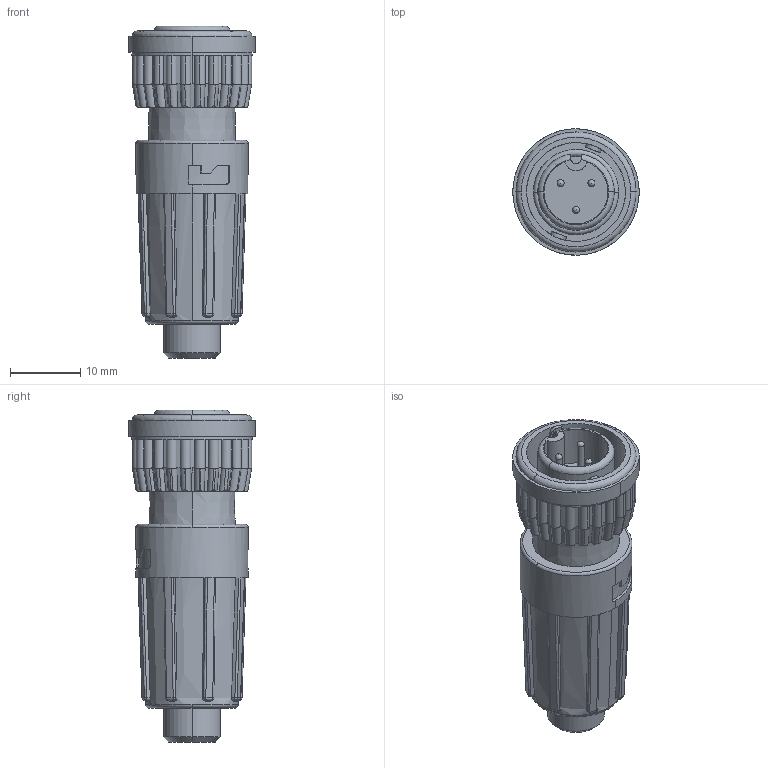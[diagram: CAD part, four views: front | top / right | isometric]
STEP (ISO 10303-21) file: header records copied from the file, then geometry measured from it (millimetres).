
FILE_DESCRIPTION (( 'STEP AP203' ), '1' );
FILE_NAME ('6282-3PG-522.STEP', '2015-11-12T22:24:07', ( '' ), ( '' ), 'SwSTEP 2.0', 'SolidWorks 2014', '' );
FILE_SCHEMA (( 'CONFIG_CONTROL_DESIGN' ));
Length unit declared in the file: inch
Products named in the file (1): 6282-3PG-522
Bounding box: 18.03 x 18.03 x 47.4 mm (x, y, z)
Volume: 6806.5 mm3; surface area: 3866 mm2
Topology: 1 solids, 1 shells, 401 faces, 1126 edges, 720 vertices
Faces by surface type: cylinder 201, plane 92, bspline 64, torus 35, cone 6, sphere 3
Entity records: 21682 total; most frequent: CARTESIAN_POINT 12911, ORIENTED_EDGE 2208, DIRECTION 1227, EDGE_CURVE 1104, VERTEX_POINT 717, B_SPLINE_CURVE_WITH_KNOTS 652, AXIS2_PLACEMENT_3D 466, EDGE_LOOP 413
